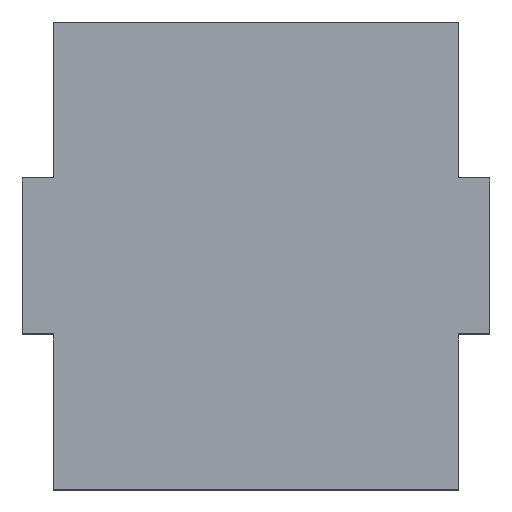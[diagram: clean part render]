
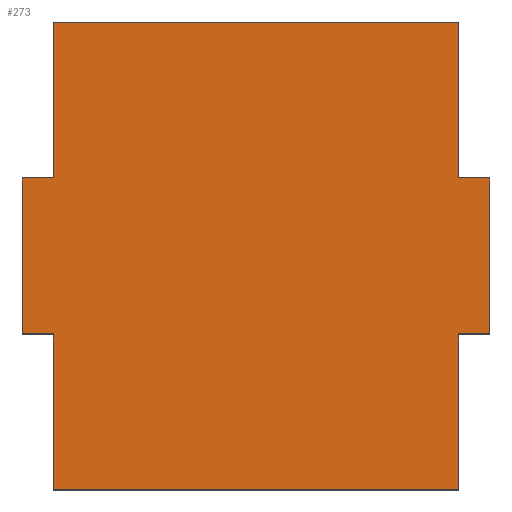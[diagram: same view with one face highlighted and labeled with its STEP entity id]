
A CAD part, top view. The second image highlights one B-rep face of the part: STEP entity #273.
In plain terms, the highlighted planar face has unit normal (0, 0, 1).
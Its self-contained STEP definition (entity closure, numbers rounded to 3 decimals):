
#27=FACE_OUTER_BOUND('',#41,.T.);
#41=EDGE_LOOP('',(#223,#224,#225,#226,#227,#228,#229,#230,#231,#232,#233,
#234));
#45=LINE('',#386,#81);
#48=LINE('',#392,#84);
#51=LINE('',#398,#87);
#54=LINE('',#404,#90);
#57=LINE('',#410,#93);
#60=LINE('',#416,#96);
#63=LINE('',#422,#99);
#66=LINE('',#428,#102);
#69=LINE('',#434,#105);
#72=LINE('',#440,#108);
#75=LINE('',#446,#111);
#78=LINE('',#450,#114);
#81=VECTOR('',#318,10.);
#84=VECTOR('',#323,10.);
#87=VECTOR('',#328,10.);
#90=VECTOR('',#333,10.);
#93=VECTOR('',#338,10.);
#96=VECTOR('',#343,10.);
#99=VECTOR('',#348,10.);
#102=VECTOR('',#353,10.);
#105=VECTOR('',#358,10.);
#108=VECTOR('',#363,10.);
#111=VECTOR('',#368,10.);
#114=VECTOR('',#373,10.);
#117=VERTEX_POINT('',#383);
#118=VERTEX_POINT('',#385);
#120=VERTEX_POINT('',#391);
#122=VERTEX_POINT('',#397);
#124=VERTEX_POINT('',#403);
#126=VERTEX_POINT('',#409);
#128=VERTEX_POINT('',#415);
#130=VERTEX_POINT('',#421);
#132=VERTEX_POINT('',#427);
#134=VERTEX_POINT('',#433);
#136=VERTEX_POINT('',#439);
#138=VERTEX_POINT('',#445);
#141=EDGE_CURVE('',#118,#117,#45,.T.);
#144=EDGE_CURVE('',#120,#118,#48,.T.);
#147=EDGE_CURVE('',#122,#120,#51,.T.);
#150=EDGE_CURVE('',#124,#122,#54,.T.);
#153=EDGE_CURVE('',#126,#124,#57,.T.);
#156=EDGE_CURVE('',#128,#126,#60,.T.);
#159=EDGE_CURVE('',#130,#128,#63,.T.);
#162=EDGE_CURVE('',#132,#130,#66,.T.);
#165=EDGE_CURVE('',#134,#132,#69,.T.);
#168=EDGE_CURVE('',#136,#134,#72,.T.);
#171=EDGE_CURVE('',#138,#136,#75,.T.);
#174=EDGE_CURVE('',#117,#138,#78,.T.);
#223=ORIENTED_EDGE('',*,*,#174,.T.);
#224=ORIENTED_EDGE('',*,*,#171,.T.);
#225=ORIENTED_EDGE('',*,*,#168,.T.);
#226=ORIENTED_EDGE('',*,*,#165,.T.);
#227=ORIENTED_EDGE('',*,*,#162,.T.);
#228=ORIENTED_EDGE('',*,*,#159,.T.);
#229=ORIENTED_EDGE('',*,*,#156,.T.);
#230=ORIENTED_EDGE('',*,*,#153,.T.);
#231=ORIENTED_EDGE('',*,*,#150,.T.);
#232=ORIENTED_EDGE('',*,*,#147,.T.);
#233=ORIENTED_EDGE('',*,*,#144,.T.);
#234=ORIENTED_EDGE('',*,*,#141,.T.);
#259=PLANE('',#310);
#273=ADVANCED_FACE('',(#27),#259,.T.);
#310=AXIS2_PLACEMENT_3D('',#451,#374,#375);
#318=DIRECTION('',(0.,1.,0.));
#323=DIRECTION('',(1.,0.,0.));
#328=DIRECTION('',(0.,-1.,0.));
#333=DIRECTION('',(1.,0.,0.));
#338=DIRECTION('',(0.,-1.,0.));
#343=DIRECTION('',(-1.,0.,0.));
#348=DIRECTION('',(0.,-1.,0.));
#353=DIRECTION('',(-1.,0.,0.));
#358=DIRECTION('',(0.,1.,0.));
#363=DIRECTION('',(-1.,0.,0.));
#368=DIRECTION('',(0.,1.,0.));
#373=DIRECTION('',(1.,0.,0.));
#374=DIRECTION('center_axis',(0.,0.,1.));
#375=DIRECTION('ref_axis',(1.,0.,0.));
#383=CARTESIAN_POINT('',(56.,20.,4.));
#385=CARTESIAN_POINT('',(56.,0.,4.));
#386=CARTESIAN_POINT('',(56.,0.,4.));
#391=CARTESIAN_POINT('',(4.,0.,4.));
#392=CARTESIAN_POINT('',(0.,0.,4.));
#397=CARTESIAN_POINT('',(4.,20.,4.));
#398=CARTESIAN_POINT('',(4.,20.,4.));
#403=CARTESIAN_POINT('',(0.,20.,4.));
#404=CARTESIAN_POINT('',(0.,20.,4.));
#409=CARTESIAN_POINT('',(0.,40.,4.));
#410=CARTESIAN_POINT('',(0.,60.,4.));
#415=CARTESIAN_POINT('',(4.,40.,4.));
#416=CARTESIAN_POINT('',(4.,40.,4.));
#421=CARTESIAN_POINT('',(4.,60.,4.));
#422=CARTESIAN_POINT('',(4.,60.,4.));
#427=CARTESIAN_POINT('',(56.,60.,4.));
#428=CARTESIAN_POINT('',(60.,60.,4.));
#433=CARTESIAN_POINT('',(56.,40.,4.));
#434=CARTESIAN_POINT('',(56.,40.,4.));
#439=CARTESIAN_POINT('',(60.,40.,4.));
#440=CARTESIAN_POINT('',(60.,40.,4.));
#445=CARTESIAN_POINT('',(60.,20.,4.));
#446=CARTESIAN_POINT('',(60.,0.,4.));
#450=CARTESIAN_POINT('',(56.,20.,4.));
#451=CARTESIAN_POINT('Origin',(30.,30.,4.));
